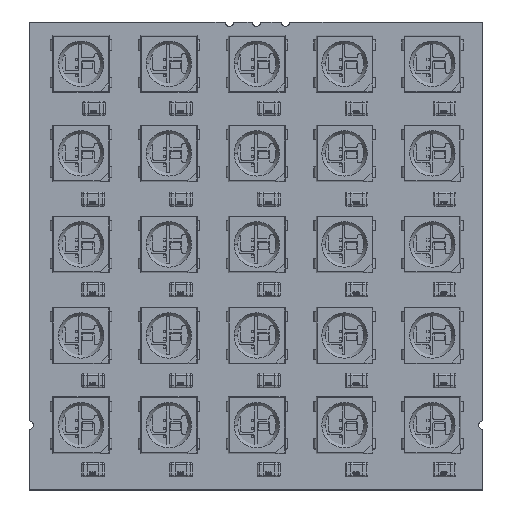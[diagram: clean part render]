
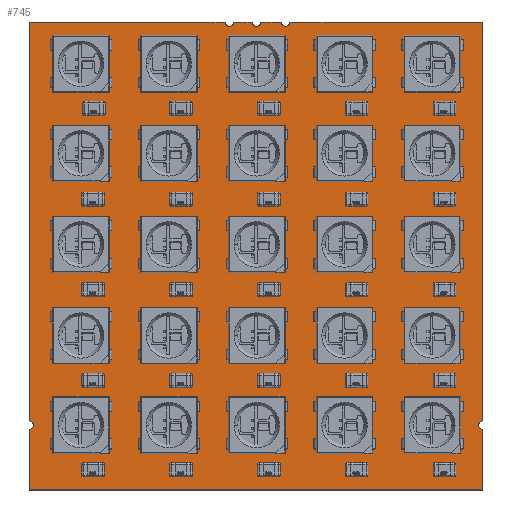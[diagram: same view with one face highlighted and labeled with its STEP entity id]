
A CAD part, top view. The second image highlights one B-rep face of the part: STEP entity #745.
In plain terms, the highlighted planar face has unit normal (0, 0, 1).
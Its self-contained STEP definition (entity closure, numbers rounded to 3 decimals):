
#252 = VERTEX_POINT('',#253);
#253 = CARTESIAN_POINT('',(25.4,91.059,0.411));
#259 = EDGE_CURVE('',#252,#260,#262,.T.);
#260 = VERTEX_POINT('',#261);
#261 = CARTESIAN_POINT('',(25.4,85.725,0.411));
#262 = LINE('',#263,#264);
#263 = CARTESIAN_POINT('',(25.4,127.,0.411));
#264 = VECTOR('',#265,1.);
#265 = DIRECTION('',(0.,-1.,0.));
#290 = EDGE_CURVE('',#252,#291,#293,.T.);
#291 = VERTEX_POINT('',#292);
#292 = CARTESIAN_POINT('',(25.781,91.44,0.411));
#293 = CIRCLE('',#294,0.381);
#294 = AXIS2_PLACEMENT_3D('',#295,#296,#297);
#295 = CARTESIAN_POINT('',(25.4,91.44,0.411));
#296 = DIRECTION('',(0.,0.,1.));
#297 = DIRECTION('',(1.,0.,-0.));
#323 = EDGE_CURVE('',#291,#324,#326,.T.);
#324 = VERTEX_POINT('',#325);
#325 = CARTESIAN_POINT('',(25.4,91.821,0.411));
#326 = CIRCLE('',#327,0.381);
#327 = AXIS2_PLACEMENT_3D('',#328,#329,#330);
#328 = CARTESIAN_POINT('',(25.4,91.44,0.411));
#329 = DIRECTION('',(0.,0.,1.));
#330 = DIRECTION('',(1.,0.,-0.));
#358 = VERTEX_POINT('',#359);
#359 = CARTESIAN_POINT('',(25.4,127.,0.411));
#365 = EDGE_CURVE('',#358,#324,#366,.T.);
#366 = LINE('',#367,#368);
#367 = CARTESIAN_POINT('',(25.4,127.,0.411));
#368 = VECTOR('',#369,1.);
#369 = DIRECTION('',(0.,-1.,0.));
#389 = VERTEX_POINT('',#390);
#390 = CARTESIAN_POINT('',(42.672,127.,0.411));
#396 = EDGE_CURVE('',#389,#358,#397,.T.);
#397 = LINE('',#398,#399);
#398 = CARTESIAN_POINT('',(65.405,127.,0.411));
#399 = VECTOR('',#400,1.);
#400 = DIRECTION('',(-1.,0.,0.));
#418 = EDGE_CURVE('',#389,#419,#421,.T.);
#419 = VERTEX_POINT('',#420);
#420 = CARTESIAN_POINT('',(43.434,127.,0.411));
#421 = CIRCLE('',#422,0.381);
#422 = AXIS2_PLACEMENT_3D('',#423,#424,#425);
#423 = CARTESIAN_POINT('',(43.053,127.,0.411));
#424 = DIRECTION('',(0.,0.,1.));
#425 = DIRECTION('',(1.,0.,-0.));
#453 = VERTEX_POINT('',#454);
#454 = CARTESIAN_POINT('',(45.06,127.,0.411));
#460 = EDGE_CURVE('',#453,#419,#461,.T.);
#461 = LINE('',#462,#463);
#462 = CARTESIAN_POINT('',(65.405,127.,0.411));
#463 = VECTOR('',#464,1.);
#464 = DIRECTION('',(-1.,0.,0.));
#482 = EDGE_CURVE('',#453,#483,#485,.T.);
#483 = VERTEX_POINT('',#484);
#484 = CARTESIAN_POINT('',(45.822,127.,0.411));
#485 = CIRCLE('',#486,0.381);
#486 = AXIS2_PLACEMENT_3D('',#487,#488,#489);
#487 = CARTESIAN_POINT('',(45.441,127.,0.411));
#488 = DIRECTION('',(0.,0.,1.));
#489 = DIRECTION('',(1.,0.,-0.));
#517 = VERTEX_POINT('',#518);
#518 = CARTESIAN_POINT('',(47.625,127.,0.411));
#524 = EDGE_CURVE('',#517,#483,#525,.T.);
#525 = LINE('',#526,#527);
#526 = CARTESIAN_POINT('',(65.405,127.,0.411));
#527 = VECTOR('',#528,1.);
#528 = DIRECTION('',(-1.,0.,0.));
#546 = EDGE_CURVE('',#517,#547,#549,.T.);
#547 = VERTEX_POINT('',#548);
#548 = CARTESIAN_POINT('',(48.387,127.,0.411));
#549 = CIRCLE('',#550,0.381);
#550 = AXIS2_PLACEMENT_3D('',#551,#552,#553);
#551 = CARTESIAN_POINT('',(48.006,127.,0.411));
#552 = DIRECTION('',(0.,0.,1.));
#553 = DIRECTION('',(1.,0.,-0.));
#581 = VERTEX_POINT('',#582);
#582 = CARTESIAN_POINT('',(65.405,127.,0.411));
#588 = EDGE_CURVE('',#581,#547,#589,.T.);
#589 = LINE('',#590,#591);
#590 = CARTESIAN_POINT('',(65.405,127.,0.411));
#591 = VECTOR('',#592,1.);
#592 = DIRECTION('',(-1.,0.,0.));
#612 = VERTEX_POINT('',#613);
#613 = CARTESIAN_POINT('',(65.405,91.821,0.411));
#619 = EDGE_CURVE('',#612,#581,#620,.T.);
#620 = LINE('',#621,#622);
#621 = CARTESIAN_POINT('',(65.405,85.725,0.411));
#622 = VECTOR('',#623,1.);
#623 = DIRECTION('',(0.,1.,0.));
#641 = EDGE_CURVE('',#612,#642,#644,.T.);
#642 = VERTEX_POINT('',#643);
#643 = CARTESIAN_POINT('',(65.405,91.059,0.411));
#644 = CIRCLE('',#645,0.381);
#645 = AXIS2_PLACEMENT_3D('',#646,#647,#648);
#646 = CARTESIAN_POINT('',(65.405,91.44,0.411));
#647 = DIRECTION('',(0.,0.,1.));
#648 = DIRECTION('',(1.,0.,-0.));
#676 = VERTEX_POINT('',#677);
#677 = CARTESIAN_POINT('',(65.405,85.725,0.411));
#683 = EDGE_CURVE('',#676,#642,#684,.T.);
#684 = LINE('',#685,#686);
#685 = CARTESIAN_POINT('',(65.405,85.725,0.411));
#686 = VECTOR('',#687,1.);
#687 = DIRECTION('',(0.,1.,0.));
#705 = EDGE_CURVE('',#260,#676,#706,.T.);
#706 = LINE('',#707,#708);
#707 = CARTESIAN_POINT('',(25.4,85.725,0.411));
#708 = VECTOR('',#709,1.);
#709 = DIRECTION('',(1.,0.,0.));
#745 = ADVANCED_FACE('',(#746),#763,.T.);
#746 = FACE_BOUND('',#747,.T.);
#747 = EDGE_LOOP('',(#748,#749,#750,#751,#752,#753,#754,#755,#756,#757,
    #758,#759,#760,#761,#762));
#748 = ORIENTED_EDGE('',*,*,#259,.T.);
#749 = ORIENTED_EDGE('',*,*,#705,.T.);
#750 = ORIENTED_EDGE('',*,*,#683,.T.);
#751 = ORIENTED_EDGE('',*,*,#641,.F.);
#752 = ORIENTED_EDGE('',*,*,#619,.T.);
#753 = ORIENTED_EDGE('',*,*,#588,.T.);
#754 = ORIENTED_EDGE('',*,*,#546,.F.);
#755 = ORIENTED_EDGE('',*,*,#524,.T.);
#756 = ORIENTED_EDGE('',*,*,#482,.F.);
#757 = ORIENTED_EDGE('',*,*,#460,.T.);
#758 = ORIENTED_EDGE('',*,*,#418,.F.);
#759 = ORIENTED_EDGE('',*,*,#396,.T.);
#760 = ORIENTED_EDGE('',*,*,#365,.T.);
#761 = ORIENTED_EDGE('',*,*,#323,.F.);
#762 = ORIENTED_EDGE('',*,*,#290,.F.);
#763 = PLANE('',#764);
#764 = AXIS2_PLACEMENT_3D('',#765,#766,#767);
#765 = CARTESIAN_POINT('',(45.402,106.362,0.411));
#766 = DIRECTION('',(0.,0.,1.));
#767 = DIRECTION('',(1.,0.,-0.));
